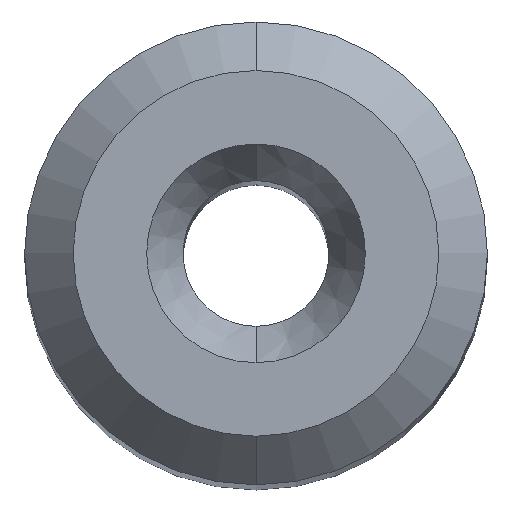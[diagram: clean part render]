
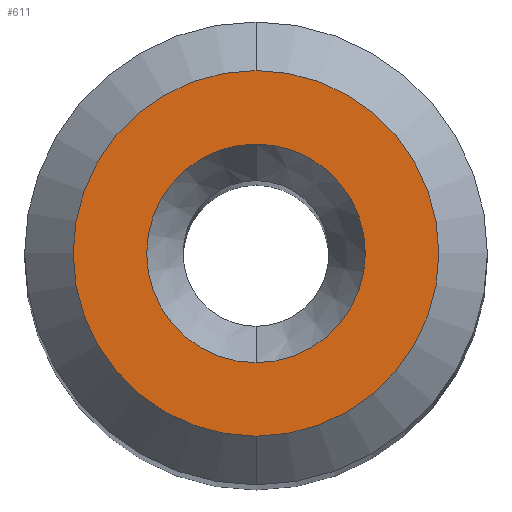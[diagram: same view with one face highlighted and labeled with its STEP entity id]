
A CAD part, top view. The second image highlights one B-rep face of the part: STEP entity #611.
In plain terms, the highlighted planar face has unit normal (0, 0, 1).
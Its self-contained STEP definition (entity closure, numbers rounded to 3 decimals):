
#184=CARTESIAN_POINT('',(0.,0.,0.));
#185=DIRECTION('',(0.,0.,-1.));
#186=DIRECTION('',(0.,1.,0.));
#187=AXIS2_PLACEMENT_3D('',#184,#185,#186);
#192=CARTESIAN_POINT('',(0.,0.,0.));
#193=DIRECTION('',(0.,0.,-1.));
#194=DIRECTION('',(0.,-1.,0.));
#195=AXIS2_PLACEMENT_3D('',#192,#193,#194);
#200=CARTESIAN_POINT('',(0.,0.,0.));
#201=DIRECTION('',(0.,0.,1.));
#202=DIRECTION('',(0.,-1.,0.));
#203=AXIS2_PLACEMENT_3D('',#200,#201,#202);
#208=CARTESIAN_POINT('',(0.,0.,0.));
#209=DIRECTION('',(0.,0.,1.));
#210=DIRECTION('',(0.,1.,0.));
#211=AXIS2_PLACEMENT_3D('',#208,#209,#210);
#406=CARTESIAN_POINT('',(0.,3.763,0.));
#407=VERTEX_POINT('',#406);
#408=CARTESIAN_POINT('',(0.,-3.763,0.));
#409=VERTEX_POINT('',#408);
#410=CARTESIAN_POINT('',(0.,-2.25,0.));
#411=CARTESIAN_POINT('',(0.,2.25,0.));
#412=VERTEX_POINT('',#410);
#413=VERTEX_POINT('',#411);
#596=CARTESIAN_POINT('',(0.,0.,0.));
#597=DIRECTION('',(0.,0.,1.));
#598=DIRECTION('',(0.,-1.,0.));
#599=AXIS2_PLACEMENT_3D('',#596,#597,#598);
#600=PLANE('',#599);
#601=ORIENTED_EDGE('',*,*,#578,.T.);
#602=ORIENTED_EDGE('',*,*,#563,.T.);
#603=EDGE_LOOP('',(#601,#602));
#604=FACE_OUTER_BOUND('',#603,.F.);
#606=ORIENTED_EDGE('',*,*,#605,.T.);
#608=ORIENTED_EDGE('',*,*,#607,.T.);
#609=EDGE_LOOP('',(#606,#608));
#610=FACE_BOUND('',#609,.F.);
#188=CIRCLE('',#187,3.763);
#196=CIRCLE('',#195,3.763);
#204=CIRCLE('',#203,2.25);
#212=CIRCLE('',#211,2.25);
#563=EDGE_CURVE('',#409,#407,#196,.T.);
#578=EDGE_CURVE('',#407,#409,#188,.T.);
#605=EDGE_CURVE('',#412,#413,#204,.T.);
#607=EDGE_CURVE('',#413,#412,#212,.T.);
#611=ADVANCED_FACE('',(#604,#610),#600,.T.);
